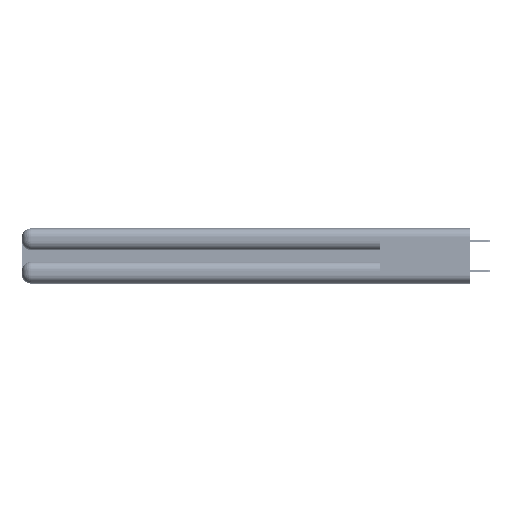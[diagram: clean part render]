
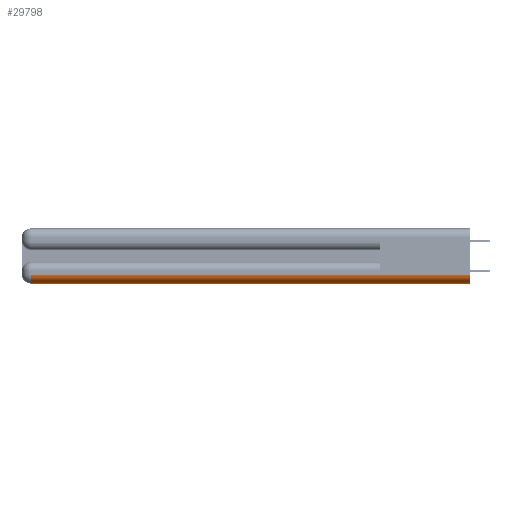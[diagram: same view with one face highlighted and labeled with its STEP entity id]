
A CAD part, left-side view. The second image highlights one B-rep face of the part: STEP entity #29798.
In plain terms, the highlighted cylindrical face has radius 1.524 mm (diameter 3.048 mm), a partial arc.
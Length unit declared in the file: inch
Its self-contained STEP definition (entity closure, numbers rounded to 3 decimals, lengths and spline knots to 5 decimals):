
#371 = EDGE_CURVE ( 'NONE', #15920, #8764, #3599, .T. ) ;
#2487 = ORIENTED_EDGE ( 'NONE', *, *, #34970, .F. ) ;
#3599 = LINE ( 'NONE', #45877, #8443 ) ;
#3608 = CARTESIAN_POINT ( 'NONE',  ( 0.06, 0., 0. ) ) ;
#3766 = DIRECTION ( 'NONE',  ( 0., 1., 0. ) ) ;
#4021 = CARTESIAN_POINT ( 'NONE',  ( 0.06, 2.94, 0.06 ) ) ;
#4396 = DIRECTION ( 'NONE',  ( 0., 1., 0. ) ) ;
#5084 = CARTESIAN_POINT ( 'NONE',  ( 0.06, 2.94, 0. ) ) ;
#5861 = AXIS2_PLACEMENT_3D ( 'NONE', #4021, #3766, #16799 ) ;
#6114 = ORIENTED_EDGE ( 'NONE', *, *, #13847, .F. ) ;
#8196 = CYLINDRICAL_SURFACE ( 'NONE', #10648, 0.06 ) ;
#8443 = VECTOR ( 'NONE', #40462, 39.37008 ) ;
#8446 = CIRCLE ( 'NONE', #5861, 0.06 ) ;
#8764 = VERTEX_POINT ( 'NONE', #5084 ) ;
#9179 = ORIENTED_EDGE ( 'NONE', *, *, #12445, .F. ) ;
#10069 = CARTESIAN_POINT ( 'NONE',  ( 0., 2.94, 0.06 ) ) ;
#10648 = AXIS2_PLACEMENT_3D ( 'NONE', #33048, #4396, #21013 ) ;
#10899 = LINE ( 'NONE', #45010, #44128 ) ;
#12445 = EDGE_CURVE ( 'NONE', #8764, #28736, #8446, .T. ) ;
#13847 = EDGE_CURVE ( 'NONE', #37976, #15920, #25099, .T. ) ;
#15920 = VERTEX_POINT ( 'NONE', #3608 ) ;
#16369 = FACE_OUTER_BOUND ( 'NONE', #20253, .T. ) ;
#16799 = DIRECTION ( 'NONE',  ( 0., 0., 1. ) ) ;
#20253 = EDGE_LOOP ( 'NONE', ( #6114, #2487, #9179, #33345 ) ) ;
#21013 = DIRECTION ( 'NONE',  ( 0., 0., 1. ) ) ;
#25099 = CIRCLE ( 'NONE', #30334, 0.06 ) ;
#26163 = CARTESIAN_POINT ( 'NONE',  ( 0., 0., 0.06 ) ) ;
#26635 = CARTESIAN_POINT ( 'NONE',  ( 0.06, 0., 0.06 ) ) ;
#28736 = VERTEX_POINT ( 'NONE', #10069 ) ;
#29798 = ADVANCED_FACE ( 'NONE', ( #16369 ), #8196, .T. ) ;
#30334 = AXIS2_PLACEMENT_3D ( 'NONE', #26635, #46857, #34312 ) ;
#33048 = CARTESIAN_POINT ( 'NONE',  ( 0.06, 0., 0.06 ) ) ;
#33345 = ORIENTED_EDGE ( 'NONE', *, *, #371, .F. ) ;
#34312 = DIRECTION ( 'NONE',  ( 0., 0., 1. ) ) ;
#34970 = EDGE_CURVE ( 'NONE', #28736, #37976, #10899, .T. ) ;
#37976 = VERTEX_POINT ( 'NONE', #26163 ) ;
#40462 = DIRECTION ( 'NONE',  ( 0., 1., 0. ) ) ;
#44128 = VECTOR ( 'NONE', #44215, 39.37008 ) ;
#44215 = DIRECTION ( 'NONE',  ( 0., -1., 0. ) ) ;
#45010 = CARTESIAN_POINT ( 'NONE',  ( 0., 0., 0.06 ) ) ;
#45877 = CARTESIAN_POINT ( 'NONE',  ( 0.06, 3., 0. ) ) ;
#46857 = DIRECTION ( 'NONE',  ( 0., -1., 0. ) ) ;
